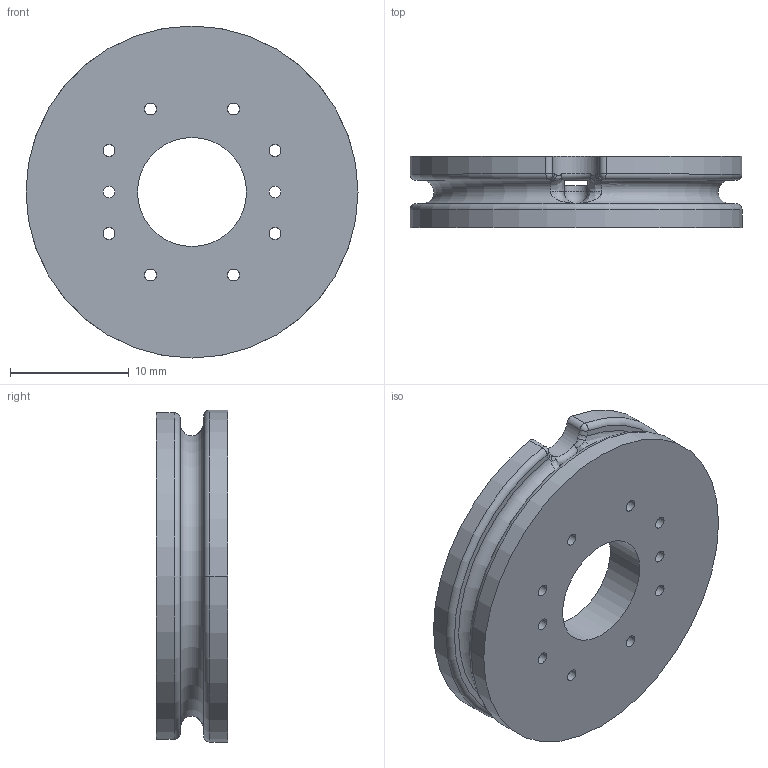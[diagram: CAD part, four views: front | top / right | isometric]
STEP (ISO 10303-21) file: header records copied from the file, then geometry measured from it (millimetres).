
FILE_DESCRIPTION((''),'2;1');
FILE_NAME('OBMP-FAH-1840','2023-10-12T14:39:02',('ccha425'),('Department of Mechanical Engineering, The University of Auckland'),'CREO PARAMETRIC BY PTC INC, 2017260','CREO PARAMETRIC BY PTC INC, 2017260','');
FILE_SCHEMA(('CONFIG_CONTROL_DESIGN'));
Length unit declared in the file: millimetre
Products named in the file (1): OBMP-FAH-1840
Bounding box: 28 x 6 x 28 mm (x, y, z)
Volume: 2176.9 mm3; surface area: 2182.8 mm2
Topology: 1 solids, 1 shells, 86 faces, 224 edges, 136 vertices
Faces by surface type: cylinder 38, bspline 16, plane 12, torus 12, sphere 6, cone 2
Entity records: 3742 total; most frequent: CARTESIAN_POINT 1608, ORIENTED_EDGE 444, DIRECTION 440, EDGE_CURVE 222, AXIS2_PLACEMENT_3D 192, VERTEX_POINT 136, CIRCLE 122, EDGE_LOOP 110
